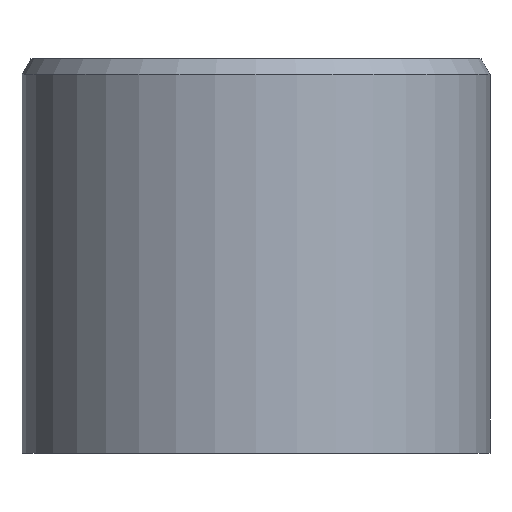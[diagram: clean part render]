
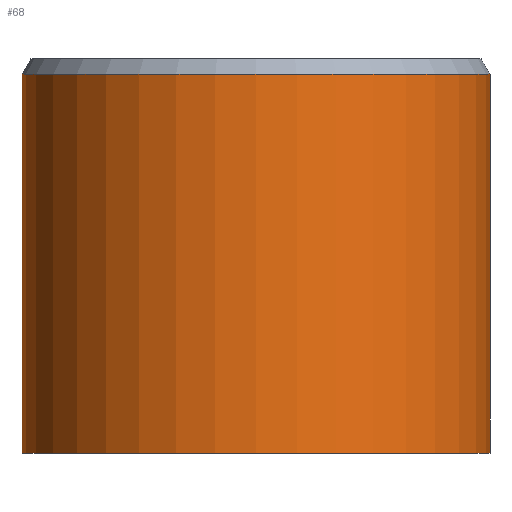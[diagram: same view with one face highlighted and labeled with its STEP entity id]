
A CAD part, front view. The second image highlights one B-rep face of the part: STEP entity #68.
In plain terms, the highlighted cylindrical face has radius 7.541 mm (diameter 15.081 mm), a partial arc.
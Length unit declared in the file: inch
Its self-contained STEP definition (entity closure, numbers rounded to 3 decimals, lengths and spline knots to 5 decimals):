
#5 = EDGE_CURVE ( 'NONE', #207, #26, #90, .T. ) ;
#6 = CARTESIAN_POINT ( 'NONE',  ( 0., 0., 0.48031 ) ) ;
#11 = ORIENTED_EDGE ( 'NONE', *, *, #27, .T. ) ;
#18 = CYLINDRICAL_SURFACE ( 'NONE', #215, 0.29688 ) ;
#26 = VERTEX_POINT ( 'NONE', #201 ) ;
#27 = EDGE_CURVE ( 'NONE', #210, #145, #182, .T. ) ;
#46 = VECTOR ( 'NONE', #218, 39.37008 ) ;
#61 = EDGE_CURVE ( 'NONE', #26, #210, #228, .T. ) ;
#68 = ADVANCED_FACE ( 'NONE', ( #127 ), #18, .T. ) ;
#81 = CARTESIAN_POINT ( 'NONE',  ( -0.29688, 0., 0.48031 ) ) ;
#90 = CIRCLE ( 'NONE', #285, 0.29688 ) ;
#119 = CARTESIAN_POINT ( 'NONE',  ( 0., 0., 0. ) ) ;
#127 = FACE_OUTER_BOUND ( 'NONE', #262, .T. ) ;
#140 = CARTESIAN_POINT ( 'NONE',  ( 0.29688, 0., 0.48031 ) ) ;
#144 = DIRECTION ( 'NONE',  ( 0., 0., 1. ) ) ;
#145 = VERTEX_POINT ( 'NONE', #81 ) ;
#171 = VECTOR ( 'NONE', #300, 39.37008 ) ;
#182 = CIRCLE ( 'NONE', #211, 0.29688 ) ;
#190 = ORIENTED_EDGE ( 'NONE', *, *, #240, .F. ) ;
#196 = LINE ( 'NONE', #308, #46 ) ;
#201 = CARTESIAN_POINT ( 'NONE',  ( 0.29688, 0., 0. ) ) ;
#207 = VERTEX_POINT ( 'NONE', #233 ) ;
#210 = VERTEX_POINT ( 'NONE', #140 ) ;
#211 = AXIS2_PLACEMENT_3D ( 'NONE', #6, #227, #323 ) ;
#215 = AXIS2_PLACEMENT_3D ( 'NONE', #319, #275, #249 ) ;
#218 = DIRECTION ( 'NONE',  ( 0., 0., 1. ) ) ;
#226 = DIRECTION ( 'NONE',  ( 1., 0., 0. ) ) ;
#227 = DIRECTION ( 'NONE',  ( 0., 0., -1. ) ) ;
#228 = LINE ( 'NONE', #276, #171 ) ;
#233 = CARTESIAN_POINT ( 'NONE',  ( -0.29688, 0., 0. ) ) ;
#240 = EDGE_CURVE ( 'NONE', #207, #145, #196, .T. ) ;
#249 = DIRECTION ( 'NONE',  ( 1., 0., 0. ) ) ;
#262 = EDGE_LOOP ( 'NONE', ( #190, #271, #315, #11 ) ) ;
#271 = ORIENTED_EDGE ( 'NONE', *, *, #5, .T. ) ;
#275 = DIRECTION ( 'NONE',  ( 0., 0., 1. ) ) ;
#276 = CARTESIAN_POINT ( 'NONE',  ( 0.29688, 0., 0.24016 ) ) ;
#285 = AXIS2_PLACEMENT_3D ( 'NONE', #119, #144, #226 ) ;
#300 = DIRECTION ( 'NONE',  ( 0., 0., 1. ) ) ;
#308 = CARTESIAN_POINT ( 'NONE',  ( -0.29688, 0., 0.24016 ) ) ;
#315 = ORIENTED_EDGE ( 'NONE', *, *, #61, .T. ) ;
#319 = CARTESIAN_POINT ( 'NONE',  ( 0., 0., 0.24016 ) ) ;
#323 = DIRECTION ( 'NONE',  ( 1., 0., 0. ) ) ;
